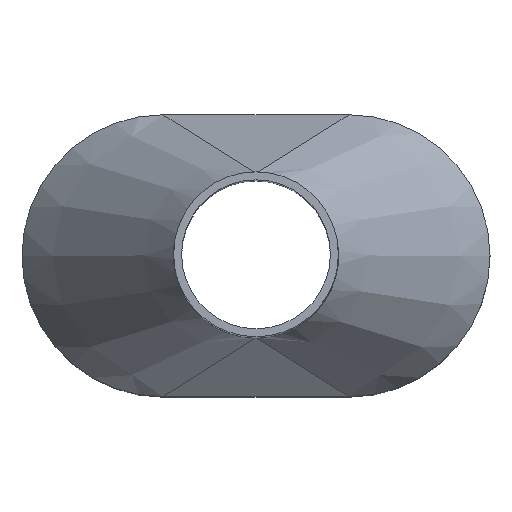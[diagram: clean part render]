
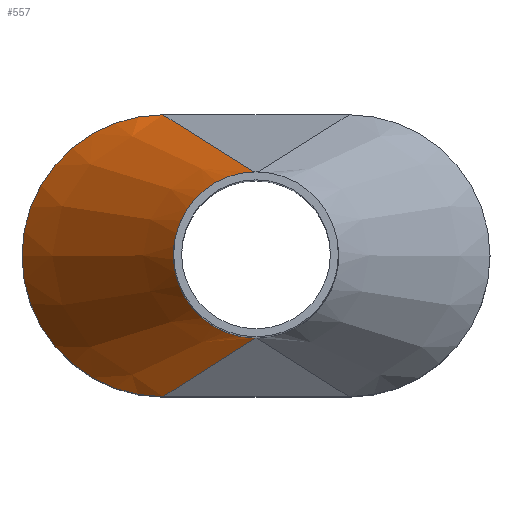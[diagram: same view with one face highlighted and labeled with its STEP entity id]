
A CAD part, top view. The second image highlights one B-rep face of the part: STEP entity #557.
In plain terms, the highlighted free-form (B-spline) face has degree [5, 5] with [6, 9] control points.
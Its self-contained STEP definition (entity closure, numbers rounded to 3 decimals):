
#359=AXIS2_PLACEMENT_3D('Circle Axis2P3D',#357,#358,$) ;
#255=CARTESIAN_POINT('Vertex',(2.65,0.,5.4)) ;
#286=CARTESIAN_POINT('Vertex',(2.65,5.3,5.4)) ;
#357=CARTESIAN_POINT('Axis2P3D Location',(2.65,2.65,5.4)) ;
#466=CARTESIAN_POINT('Control Point',(4.395,4.2,9.)) ;
#467=CARTESIAN_POINT('Control Point',(3.908,4.2,9.)) ;
#468=CARTESIAN_POINT('Control Point',(3.421,4.009,9.)) ;
#469=CARTESIAN_POINT('Control Point',(3.036,3.624,9.)) ;
#470=CARTESIAN_POINT('Control Point',(2.654,2.65,9.)) ;
#471=CARTESIAN_POINT('Control Point',(3.036,1.676,9.)) ;
#472=CARTESIAN_POINT('Control Point',(3.421,1.291,9.)) ;
#473=CARTESIAN_POINT('Control Point',(3.908,1.1,9.)) ;
#474=CARTESIAN_POINT('Control Point',(4.395,1.1,9.)) ;
#475=CARTESIAN_POINT('Control Point',(4.046,4.42,8.28)) ;
#476=CARTESIAN_POINT('Control Point',(3.49,4.42,8.28)) ;
#477=CARTESIAN_POINT('Control Point',(2.933,4.202,8.28)) ;
#478=CARTESIAN_POINT('Control Point',(2.494,3.762,8.28)) ;
#479=CARTESIAN_POINT('Control Point',(2.058,2.65,8.28)) ;
#480=CARTESIAN_POINT('Control Point',(2.494,1.538,8.28)) ;
#481=CARTESIAN_POINT('Control Point',(2.933,1.098,8.28)) ;
#482=CARTESIAN_POINT('Control Point',(3.49,0.88,8.28)) ;
#483=CARTESIAN_POINT('Control Point',(4.046,0.88,8.28)) ;
#484=CARTESIAN_POINT('Control Point',(3.697,4.64,7.56)) ;
#485=CARTESIAN_POINT('Control Point',(3.072,4.64,7.56)) ;
#486=CARTESIAN_POINT('Control Point',(2.446,4.395,7.56)) ;
#487=CARTESIAN_POINT('Control Point',(1.952,3.9,7.56)) ;
#488=CARTESIAN_POINT('Control Point',(1.462,2.65,7.56)) ;
#489=CARTESIAN_POINT('Control Point',(1.952,1.4,7.56)) ;
#490=CARTESIAN_POINT('Control Point',(2.446,0.905,7.56)) ;
#491=CARTESIAN_POINT('Control Point',(3.072,0.66,7.56)) ;
#492=CARTESIAN_POINT('Control Point',(3.697,0.66,7.56)) ;
#493=CARTESIAN_POINT('Control Point',(3.348,4.86,6.84)) ;
#494=CARTESIAN_POINT('Control Point',(2.654,4.86,6.84)) ;
#495=CARTESIAN_POINT('Control Point',(1.959,4.588,6.84)) ;
#496=CARTESIAN_POINT('Control Point',(1.41,4.039,6.84)) ;
#497=CARTESIAN_POINT('Control Point',(0.866,2.65,6.84)) ;
#498=CARTESIAN_POINT('Control Point',(1.41,1.261,6.84)) ;
#499=CARTESIAN_POINT('Control Point',(1.959,0.712,6.84)) ;
#500=CARTESIAN_POINT('Control Point',(2.654,0.44,6.84)) ;
#501=CARTESIAN_POINT('Control Point',(3.348,0.44,6.84)) ;
#502=CARTESIAN_POINT('Control Point',(2.999,5.08,6.12)) ;
#503=CARTESIAN_POINT('Control Point',(2.236,5.08,6.12)) ;
#504=CARTESIAN_POINT('Control Point',(1.471,4.781,6.12)) ;
#505=CARTESIAN_POINT('Control Point',(0.868,4.177,6.12)) ;
#506=CARTESIAN_POINT('Control Point',(0.27,2.65,6.12)) ;
#507=CARTESIAN_POINT('Control Point',(0.868,1.123,6.12)) ;
#508=CARTESIAN_POINT('Control Point',(1.471,0.519,6.12)) ;
#509=CARTESIAN_POINT('Control Point',(2.236,0.22,6.12)) ;
#510=CARTESIAN_POINT('Control Point',(2.999,0.22,6.12)) ;
#511=CARTESIAN_POINT('Control Point',(2.65,5.3,5.4)) ;
#512=CARTESIAN_POINT('Control Point',(1.817,5.3,5.4)) ;
#513=CARTESIAN_POINT('Control Point',(0.984,4.974,5.4)) ;
#514=CARTESIAN_POINT('Control Point',(0.326,4.315,5.4)) ;
#515=CARTESIAN_POINT('Control Point',(-0.326,2.65,5.4)) ;
#516=CARTESIAN_POINT('Control Point',(0.326,0.985,5.4)) ;
#517=CARTESIAN_POINT('Control Point',(0.984,0.326,5.4)) ;
#518=CARTESIAN_POINT('Control Point',(1.817,0.,5.4)) ;
#519=CARTESIAN_POINT('Control Point',(2.65,0.,5.4)) ;
#521=CARTESIAN_POINT('Control Point',(4.395,1.1,9.)) ;
#522=CARTESIAN_POINT('Control Point',(4.046,0.88,8.28)) ;
#523=CARTESIAN_POINT('Control Point',(3.697,0.66,7.56)) ;
#524=CARTESIAN_POINT('Control Point',(3.348,0.44,6.84)) ;
#525=CARTESIAN_POINT('Control Point',(2.999,0.22,6.12)) ;
#526=CARTESIAN_POINT('Control Point',(2.65,0.,5.4)) ;
#527=CARTESIAN_POINT('Vertex',(4.395,1.1,9.)) ;
#531=CARTESIAN_POINT('Control Point',(4.395,4.2,9.)) ;
#532=CARTESIAN_POINT('Control Point',(3.908,4.2,9.)) ;
#533=CARTESIAN_POINT('Control Point',(3.421,4.009,9.)) ;
#534=CARTESIAN_POINT('Control Point',(3.036,3.624,9.)) ;
#535=CARTESIAN_POINT('Control Point',(2.654,2.65,9.)) ;
#536=CARTESIAN_POINT('Control Point',(3.036,1.676,9.)) ;
#537=CARTESIAN_POINT('Control Point',(3.421,1.291,9.)) ;
#538=CARTESIAN_POINT('Control Point',(3.908,1.1,9.)) ;
#539=CARTESIAN_POINT('Control Point',(4.395,1.1,9.)) ;
#540=CARTESIAN_POINT('Vertex',(4.395,4.2,9.)) ;
#544=CARTESIAN_POINT('Control Point',(4.395,4.2,9.)) ;
#545=CARTESIAN_POINT('Control Point',(4.046,4.42,8.28)) ;
#546=CARTESIAN_POINT('Control Point',(3.697,4.64,7.56)) ;
#547=CARTESIAN_POINT('Control Point',(3.348,4.86,6.84)) ;
#548=CARTESIAN_POINT('Control Point',(2.999,5.08,6.12)) ;
#549=CARTESIAN_POINT('Control Point',(2.65,5.3,5.4)) ;
#358=DIRECTION('Axis2P3D Direction',(0.,-0.,1.)) ;
#552=ORIENTED_EDGE('',*,*,#361,.T.) ;
#553=ORIENTED_EDGE('',*,*,#529,.F.) ;
#554=ORIENTED_EDGE('',*,*,#542,.F.) ;
#555=ORIENTED_EDGE('',*,*,#550,.T.) ;
#557=ADVANCED_FACE('S3D-Kragen',(#556),#465,.T.) ;
#520=B_SPLINE_CURVE_WITH_KNOTS('',5,(#521,#522,#523,#524,#525,#526),.UNSPECIFIED.,.F.,.U.,(6,6),(0.,4.359),.UNSPECIFIED.) ;
#530=B_SPLINE_CURVE_WITH_KNOTS('',5,(#531,#532,#533,#534,#535,#536,#537,#538,#539),.UNSPECIFIED.,.F.,.U.,(6,3,6),(0.,2.435,4.869),.UNSPECIFIED.) ;
#543=B_SPLINE_CURVE_WITH_KNOTS('',5,(#544,#545,#546,#547,#548,#549),.UNSPECIFIED.,.F.,.U.,(6,6),(0.,4.359),.UNSPECIFIED.) ;
#465=B_SPLINE_SURFACE_WITH_KNOTS('',5,5,((#466,#467,#468,#469,#470,#471,#472,#473,#474),(#475,#476,#477,#478,#479,#480,#481,#482,#483),(#484,#485,#486,#487,#488,#489,#490,#491,#492),(#493,#494,#495,#496,#497,#498,#499,#500,#501),(#502,#503,#504,#505,#506,#507,#508,#509,#510),(#511,#512,#513,#514,#515,#516,#517,#518,#519)),.UNSPECIFIED.,.F.,.F.,.U.,(6,6),(6,3,6),(0.,4.359),(0.,2.435,4.869),.UNSPECIFIED.) ;
#360=CIRCLE('generated circle',#359,2.65) ;
#361=EDGE_CURVE('',#287,#256,#360,.T.) ;
#529=EDGE_CURVE('',#528,#256,#520,.T.) ;
#542=EDGE_CURVE('',#541,#528,#530,.T.) ;
#550=EDGE_CURVE('',#541,#287,#543,.T.) ;
#551=EDGE_LOOP('',(#552,#553,#554,#555)) ;
#556=FACE_OUTER_BOUND('',#551,.T.) ;
#256=VERTEX_POINT('',#255) ;
#287=VERTEX_POINT('',#286) ;
#528=VERTEX_POINT('',#527) ;
#541=VERTEX_POINT('',#540) ;
